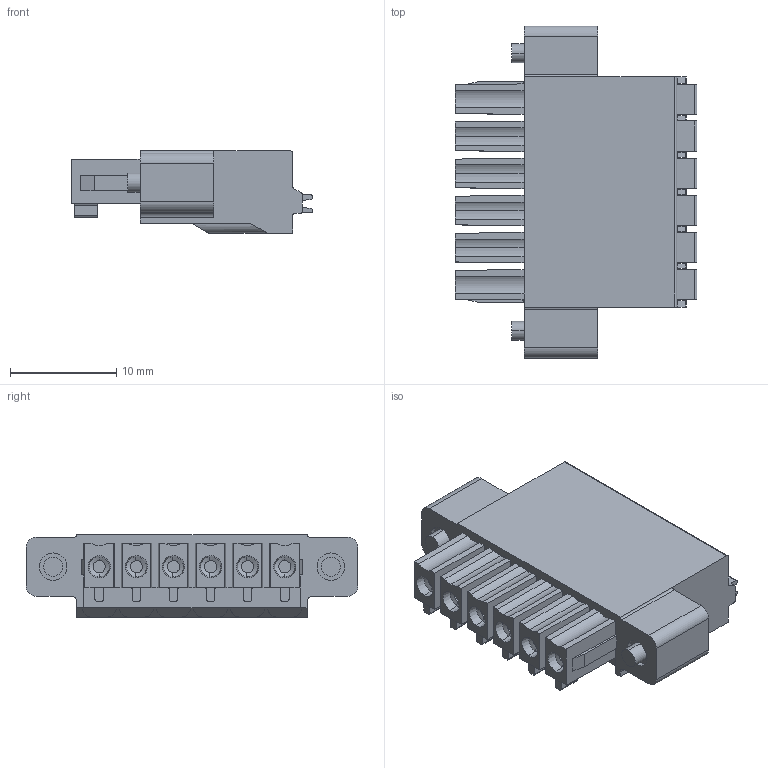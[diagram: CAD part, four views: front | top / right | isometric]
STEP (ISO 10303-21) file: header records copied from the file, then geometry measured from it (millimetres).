
FILE_DESCRIPTION((''),'2;1');
FILE_NAME('PRT0001','2024-09-24T',('sheji'),(''),'PRO/ENGINEER BY PARAMETRIC TECHNOLOGY CORPORATION, 2015240','PRO/ENGINEER BY PARAMETRIC TECHNOLOGY CORPORATION, 2015240','');
FILE_SCHEMA(('CONFIG_CONTROL_DESIGN'));
Length unit declared in the file: millimetre
Products named in the file (1): PRT0001
Bounding box: 22.8 x 31.3 x 7.75 mm (x, y, z)
Volume: 2991.9 mm3; surface area: 2398.6 mm2
Topology: 1 solids, 1 shells, 441 faces, 1159 edges, 755 vertices
Faces by surface type: plane 244, cylinder 161, cone 36
Entity records: 13895 total; most frequent: CARTESIAN_POINT 2765, DIRECTION 2325, ORIENTED_EDGE 2318, EDGE_CURVE 1159, AXIS2_PLACEMENT_3D 791, VERTEX_POINT 755, VECTOR 743, LINE 743
